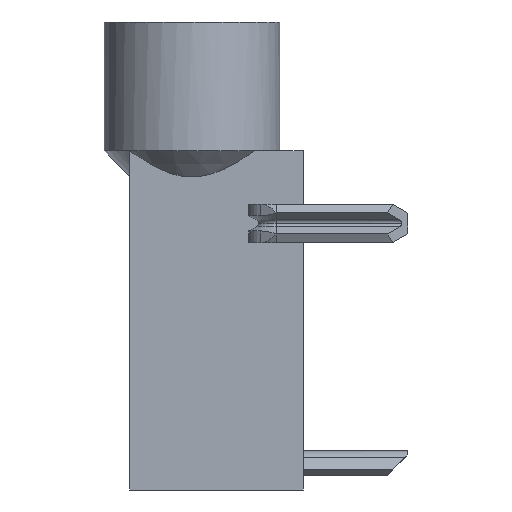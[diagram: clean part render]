
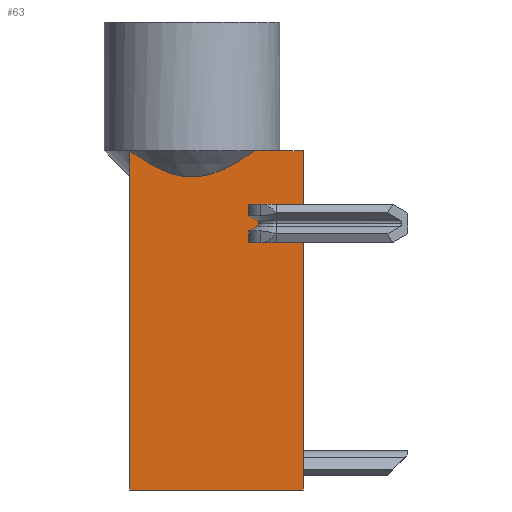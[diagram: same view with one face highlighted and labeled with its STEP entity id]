
A CAD part, left-side view. The second image highlights one B-rep face of the part: STEP entity #63.
In plain terms, the highlighted planar face has unit normal (-1, 0, 0).
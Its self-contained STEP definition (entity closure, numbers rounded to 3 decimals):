
#63=ADVANCED_FACE('',(#169,#170),#171,.F.);
#169=FACE_OUTER_BOUND('',#348,.T.);
#170=FACE_BOUND('',#349,.T.);
#171=PLANE('',#350);
#348=EDGE_LOOP('',(#622,#623,#624,#625,#626,#627,#628));
#349=EDGE_LOOP('',(#629,#630,#631,#632,#633,#634,#635,#636,#637,#638));
#350=AXIS2_PLACEMENT_3D('',#639,#640,#641);
#622=ORIENTED_EDGE('',*,*,#1207,.F.);
#623=ORIENTED_EDGE('',*,*,#1229,.F.);
#624=ORIENTED_EDGE('',*,*,#1230,.F.);
#625=ORIENTED_EDGE('',*,*,#1231,.F.);
#626=ORIENTED_EDGE('',*,*,#1218,.F.);
#627=ORIENTED_EDGE('',*,*,#1209,.F.);
#628=ORIENTED_EDGE('',*,*,#1232,.T.);
#629=ORIENTED_EDGE('',*,*,#1233,.F.);
#630=ORIENTED_EDGE('',*,*,#1234,.F.);
#631=ORIENTED_EDGE('',*,*,#1235,.F.);
#632=ORIENTED_EDGE('',*,*,#1236,.T.);
#633=ORIENTED_EDGE('',*,*,#1237,.F.);
#634=ORIENTED_EDGE('',*,*,#1238,.F.);
#635=ORIENTED_EDGE('',*,*,#1239,.F.);
#636=ORIENTED_EDGE('',*,*,#1240,.F.);
#637=ORIENTED_EDGE('',*,*,#1241,.T.);
#638=ORIENTED_EDGE('',*,*,#1164,.F.);
#639=CARTESIAN_POINT('',(-1.943,0.0,0.0));
#640=DIRECTION('',(1.0,0.0,0.0));
#641=DIRECTION('',(0.0,1.0,0.0));
#1164=EDGE_CURVE('',#1368,#1371,#1372,.T.);
#1207=EDGE_CURVE('',#1453,#1455,#1456,.T.);
#1209=EDGE_CURVE('',#1457,#1459,#1460,.T.);
#1218=EDGE_CURVE('',#1459,#1474,#1475,.T.);
#1229=EDGE_CURVE('',#1491,#1453,#1493,.T.);
#1230=EDGE_CURVE('',#1494,#1491,#1495,.T.);
#1231=EDGE_CURVE('',#1474,#1494,#1496,.T.);
#1232=EDGE_CURVE('',#1457,#1455,#1497,.T.);
#1233=EDGE_CURVE('',#1498,#1368,#1499,.T.);
#1234=EDGE_CURVE('',#1500,#1498,#1501,.T.);
#1235=EDGE_CURVE('',#1502,#1500,#1503,.T.);
#1236=EDGE_CURVE('',#1502,#1504,#1505,.T.);
#1237=EDGE_CURVE('',#1384,#1504,#1506,.T.);
#1238=EDGE_CURVE('',#1507,#1384,#1508,.T.);
#1239=EDGE_CURVE('',#1509,#1507,#1510,.T.);
#1240=EDGE_CURVE('',#1511,#1509,#1512,.T.);
#1241=EDGE_CURVE('',#1511,#1371,#1513,.T.);
#1368=VERTEX_POINT('',#1698);
#1371=VERTEX_POINT('',#1701);
#1372=B_SPLINE_CURVE_WITH_KNOTS('',3,(#1702,#1703,#1704,#1705,#1706,#1707,#1708,#1709,#1710,#1711),.UNSPECIFIED.,.F.,.F.,(4,1,1,1,1,1,1,4),(0.0,0.143,0.286,0.429,0.571,0.714,0.857,1.0),.UNSPECIFIED.);
#1384=VERTEX_POINT('',#1732);
#1453=VERTEX_POINT('',#1851);
#1455=VERTEX_POINT('',#1870);
#1456=B_SPLINE_CURVE_WITH_KNOTS('',3,(#1871,#1872,#1873,#1874,#1875,#1876,#1877,#1878,#1879,#1880),.UNSPECIFIED.,.F.,.F.,(4,1,1,1,1,1,1,4),(0.0,0.143,0.286,0.429,0.571,0.714,0.857,1.0),.UNSPECIFIED.);
#1457=VERTEX_POINT('',#1881);
#1459=VERTEX_POINT('',#1883);
#1460=B_SPLINE_CURVE_WITH_KNOTS('',3,(#1884,#1885,#1886,#1887,#1888,#1889,#1890,#1891,#1892,#1893),.UNSPECIFIED.,.F.,.F.,(4,1,1,1,1,1,1,4),(0.0,0.143,0.286,0.429,0.571,0.714,0.857,1.0),.UNSPECIFIED.);
#1474=VERTEX_POINT('',#1909);
#1475=LINE('',#1910,#1911);
#1491=VERTEX_POINT('',#1965);
#1493=LINE('',#1968,#1969);
#1494=VERTEX_POINT('',#1970);
#1495=LINE('',#1971,#1972);
#1496=LINE('',#1973,#1974);
#1497=LINE('',#1975,#1976);
#1498=VERTEX_POINT('',#1977);
#1499=B_SPLINE_CURVE_WITH_KNOTS('',3,(#1978,#1979,#1980,#1981,#1982,#1983,#1984,#1985,#1986,#1987),.UNSPECIFIED.,.F.,.F.,(4,1,1,1,1,1,1,4),(0.0,0.143,0.286,0.429,0.571,0.714,0.857,1.0),.UNSPECIFIED.);
#1500=VERTEX_POINT('',#1988);
#1501=B_SPLINE_CURVE_WITH_KNOTS('',3,(#1989,#1990,#1991,#1992,#1993),.UNSPECIFIED.,.F.,.F.,(4,1,4),(0.0,0.5,1.0),.UNSPECIFIED.);
#1502=VERTEX_POINT('',#1994);
#1503=LINE('',#1995,#1996);
#1504=VERTEX_POINT('',#1997);
#1505=B_SPLINE_CURVE_WITH_KNOTS('',3,(#1998,#1999,#2000,#2001,#2002,#2003),.UNSPECIFIED.,.F.,.F.,(4,1,1,4),(0.0,0.333,0.667,1.0),.UNSPECIFIED.);
#1506=B_SPLINE_CURVE_WITH_KNOTS('',3,(#2004,#2005,#2006,#2007,#2008,#2009,#2010),.UNSPECIFIED.,.F.,.F.,(4,1,1,1,4),(0.0,0.25,0.5,0.75,1.0),.UNSPECIFIED.);
#1507=VERTEX_POINT('',#2011);
#1508=B_SPLINE_CURVE_WITH_KNOTS('',3,(#2012,#2013,#2014,#2015,#2016,#2017,#2018),.UNSPECIFIED.,.F.,.F.,(4,1,1,1,4),(0.0,0.25,0.5,0.75,1.0),.UNSPECIFIED.);
#1509=VERTEX_POINT('',#2019);
#1510=B_SPLINE_CURVE_WITH_KNOTS('',3,(#2020,#2021,#2022,#2023,#2024,#2025),.UNSPECIFIED.,.F.,.F.,(4,1,1,4),(0.0,0.333,0.667,1.0),.UNSPECIFIED.);
#1511=VERTEX_POINT('',#2026);
#1512=LINE('',#2027,#2028);
#1513=B_SPLINE_CURVE_WITH_KNOTS('',3,(#2029,#2030,#2031,#2032,#2033),.UNSPECIFIED.,.F.,.F.,(4,1,4),(0.0,0.5,1.0),.UNSPECIFIED.);
#1698=CARTESIAN_POINT('',(-1.943,-2.103,-6.35));
#1701=CARTESIAN_POINT('',(-1.943,-2.032,-6.459));
#1702=CARTESIAN_POINT('',(-1.943,-2.032,-6.241));
#1703=CARTESIAN_POINT('',(-1.943,-2.045,-6.248));
#1704=CARTESIAN_POINT('',(-1.943,-2.067,-6.264));
#1705=CARTESIAN_POINT('',(-1.943,-2.091,-6.296));
#1706=CARTESIAN_POINT('',(-1.943,-2.103,-6.331));
#1707=CARTESIAN_POINT('',(-1.943,-2.103,-6.369));
#1708=CARTESIAN_POINT('',(-1.943,-2.091,-6.404));
#1709=CARTESIAN_POINT('',(-1.943,-2.067,-6.436));
#1710=CARTESIAN_POINT('',(-1.943,-2.045,-6.452));
#1711=CARTESIAN_POINT('',(-1.943,-2.032,-6.459));
#1732=CARTESIAN_POINT('',(-1.943,-2.657,-6.35));
#1851=CARTESIAN_POINT('',(-1.943,1.956,-4.076));
#1870=CARTESIAN_POINT('',(-1.943,0.223,-4.877));
#1871=CARTESIAN_POINT('',(-1.943,1.956,-4.076));
#1872=CARTESIAN_POINT('',(-1.943,1.85,-4.151));
#1873=CARTESIAN_POINT('',(-1.943,1.647,-4.289));
#1874=CARTESIAN_POINT('',(-1.943,1.369,-4.459));
#1875=CARTESIAN_POINT('',(-1.943,1.115,-4.596));
#1876=CARTESIAN_POINT('',(-1.943,0.88,-4.703));
#1877=CARTESIAN_POINT('',(-1.943,0.656,-4.785));
#1878=CARTESIAN_POINT('',(-1.943,0.438,-4.845));
#1879=CARTESIAN_POINT('',(-1.943,0.294,-4.869));
#1880=CARTESIAN_POINT('',(-1.943,0.223,-4.877));
#1881=CARTESIAN_POINT('',(-1.943,-0.223,-4.877));
#1883=CARTESIAN_POINT('',(-1.943,-1.972,-4.064));
#1884=CARTESIAN_POINT('',(-1.943,-0.223,-4.877));
#1885=CARTESIAN_POINT('',(-1.943,-0.295,-4.869));
#1886=CARTESIAN_POINT('',(-1.943,-0.441,-4.844));
#1887=CARTESIAN_POINT('',(-1.943,-0.662,-4.783));
#1888=CARTESIAN_POINT('',(-1.943,-0.889,-4.699));
#1889=CARTESIAN_POINT('',(-1.943,-1.125,-4.591));
#1890=CARTESIAN_POINT('',(-1.943,-1.381,-4.452));
#1891=CARTESIAN_POINT('',(-1.943,-1.661,-4.28));
#1892=CARTESIAN_POINT('',(-1.943,-1.865,-4.14));
#1893=CARTESIAN_POINT('',(-1.943,-1.972,-4.064));
#1909=CARTESIAN_POINT('',(-1.943,-3.505,-4.064));
#1910=CARTESIAN_POINT('',(-1.943,-1.972,-4.064));
#1911=VECTOR('',#2509,1.533);
#1965=CARTESIAN_POINT('',(-1.943,1.956,-14.757));
#1968=CARTESIAN_POINT('',(-1.943,1.956,-14.757));
#1969=VECTOR('',#2523,10.682);
#1970=CARTESIAN_POINT('',(-1.943,-3.505,-14.757));
#1971=CARTESIAN_POINT('',(-1.943,-3.505,-14.757));
#1972=VECTOR('',#2524,5.461);
#1973=CARTESIAN_POINT('',(-1.943,-3.505,-4.064));
#1974=VECTOR('',#2525,10.693);
#1975=CARTESIAN_POINT('',(-1.943,-0.223,-4.877));
#1976=VECTOR('',#2526,0.445);
#1977=CARTESIAN_POINT('',(-1.943,-2.032,-6.241));
#1978=CARTESIAN_POINT('',(-1.943,-2.032,-6.241));
#1979=CARTESIAN_POINT('',(-1.943,-2.045,-6.248));
#1980=CARTESIAN_POINT('',(-1.943,-2.067,-6.264));
#1981=CARTESIAN_POINT('',(-1.943,-2.091,-6.296));
#1982=CARTESIAN_POINT('',(-1.943,-2.103,-6.331));
#1983=CARTESIAN_POINT('',(-1.943,-2.103,-6.369));
#1984=CARTESIAN_POINT('',(-1.943,-2.091,-6.404));
#1985=CARTESIAN_POINT('',(-1.943,-2.067,-6.436));
#1986=CARTESIAN_POINT('',(-1.943,-2.045,-6.452));
#1987=CARTESIAN_POINT('',(-1.943,-2.032,-6.459));
#1988=CARTESIAN_POINT('',(-1.943,-1.795,-6.112));
#1989=CARTESIAN_POINT('',(-1.943,-1.795,-6.112));
#1990=CARTESIAN_POINT('',(-1.943,-1.838,-6.136));
#1991=CARTESIAN_POINT('',(-1.943,-1.919,-6.181));
#1992=CARTESIAN_POINT('',(-1.943,-1.995,-6.221));
#1993=CARTESIAN_POINT('',(-1.943,-2.032,-6.241));
#1994=CARTESIAN_POINT('',(-1.943,-1.795,-5.74));
#1995=CARTESIAN_POINT('',(-1.943,-1.795,-5.74));
#1996=VECTOR('',#2527,0.372);
#1997=CARTESIAN_POINT('',(-1.943,-2.223,-5.965));
#1998=CARTESIAN_POINT('',(-1.943,-1.795,-5.74));
#1999=CARTESIAN_POINT('',(-1.943,-1.85,-5.771));
#2000=CARTESIAN_POINT('',(-1.943,-1.955,-5.828));
#2001=CARTESIAN_POINT('',(-1.943,-2.097,-5.903));
#2002=CARTESIAN_POINT('',(-1.943,-2.182,-5.946));
#2003=CARTESIAN_POINT('',(-1.943,-2.223,-5.965));
#2004=CARTESIAN_POINT('',(-1.943,-2.657,-6.35));
#2005=CARTESIAN_POINT('',(-1.943,-2.62,-6.306));
#2006=CARTESIAN_POINT('',(-1.943,-2.549,-6.223));
#2007=CARTESIAN_POINT('',(-1.943,-2.442,-6.113));
#2008=CARTESIAN_POINT('',(-1.943,-2.333,-6.025));
#2009=CARTESIAN_POINT('',(-1.943,-2.26,-5.983));
#2010=CARTESIAN_POINT('',(-1.943,-2.223,-5.965));
#2011=CARTESIAN_POINT('',(-1.943,-2.223,-6.735));
#2012=CARTESIAN_POINT('',(-1.943,-2.223,-6.735));
#2013=CARTESIAN_POINT('',(-1.943,-2.26,-6.717));
#2014=CARTESIAN_POINT('',(-1.943,-2.333,-6.675));
#2015=CARTESIAN_POINT('',(-1.943,-2.442,-6.587));
#2016=CARTESIAN_POINT('',(-1.943,-2.549,-6.477));
#2017=CARTESIAN_POINT('',(-1.943,-2.62,-6.394));
#2018=CARTESIAN_POINT('',(-1.943,-2.657,-6.35));
#2019=CARTESIAN_POINT('',(-1.943,-1.795,-6.96));
#2020=CARTESIAN_POINT('',(-1.943,-1.795,-6.96));
#2021=CARTESIAN_POINT('',(-1.943,-1.85,-6.929));
#2022=CARTESIAN_POINT('',(-1.943,-1.955,-6.872));
#2023=CARTESIAN_POINT('',(-1.943,-2.097,-6.797));
#2024=CARTESIAN_POINT('',(-1.943,-2.182,-6.754));
#2025=CARTESIAN_POINT('',(-1.943,-2.223,-6.735));
#2026=CARTESIAN_POINT('',(-1.943,-1.795,-6.588));
#2027=CARTESIAN_POINT('',(-1.943,-1.795,-6.588));
#2028=VECTOR('',#2528,0.372);
#2029=CARTESIAN_POINT('',(-1.943,-1.795,-6.588));
#2030=CARTESIAN_POINT('',(-1.943,-1.838,-6.564));
#2031=CARTESIAN_POINT('',(-1.943,-1.919,-6.519));
#2032=CARTESIAN_POINT('',(-1.943,-1.995,-6.479));
#2033=CARTESIAN_POINT('',(-1.943,-2.032,-6.459));
#2509=DIRECTION('',(0.0,-1.0,0.0));
#2523=DIRECTION('',(0.0,0.0,1.0));
#2524=DIRECTION('',(0.0,1.0,0.0));
#2525=DIRECTION('',(0.0,0.0,-1.0));
#2526=DIRECTION('',(0.0,1.0,0.0));
#2527=DIRECTION('',(0.0,0.0,-1.0));
#2528=DIRECTION('',(0.0,0.0,-1.0));
